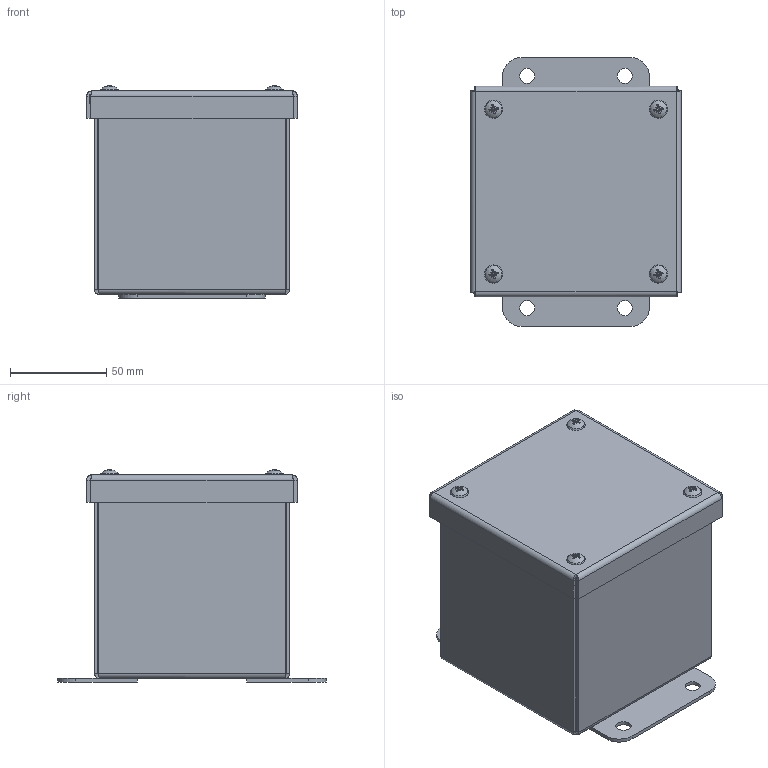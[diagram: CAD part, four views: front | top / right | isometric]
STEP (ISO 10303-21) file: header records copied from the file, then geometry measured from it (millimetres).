
FILE_DESCRIPTION((''),'2;1');
FILE_NAME('B040404SC.iam.stp','2012-02-02T14:36:32',(''),(''),'Autodesk Inventor 2012','Autodesk Inventor 2012','');
FILE_SCHEMA(('AUTOMOTIVE_DESIGN { 1 0 10303 214 1 1 1 1 }'));
Length unit declared in the file: inch
Products named in the file (9): B040404SC; 3481; 34984; B040404SCBKP; 316201; 38811; B0404SCLID; 372163; 39077
Assembly tree (19 placements, depth 2):
  B040404SC
    3481  x2
    34984  x4
    B040404SCBKP
    316201  x2
    38811
    B0404SCLID
    372163  x4
    39077  x4
Bounding box: 109.54 x 139.7 x 110.38 mm (x, y, z)
Volume: 173695.3 mm3; surface area: 175446.5 mm2
Topology: 19 solids, 19 shells, 496 faces, 1212 edges, 767 vertices
Faces by surface type: plane 299, cylinder 90, cone 65, torus 22, bspline 16, sphere 4
Full cylindrical faces by diameter (mm): 3.683 x4, 4.826 x5, 4.978 x4, 6.299 x4, 6.35 x1, 7.061 x4, 7.137 x4, 7.874 x4, 7.95 x4, 9.474 x4, 10.312 x4, 11.506 x4
Entity records: 8425 total; most frequent: CARTESIAN_POINT 2108, ORIENTED_EDGE 1178, DIRECTION 1174, EDGE_CURVE 589, VECTOR 400, LINE 400, AXIS2_PLACEMENT_3D 387, VERTEX_POINT 373
